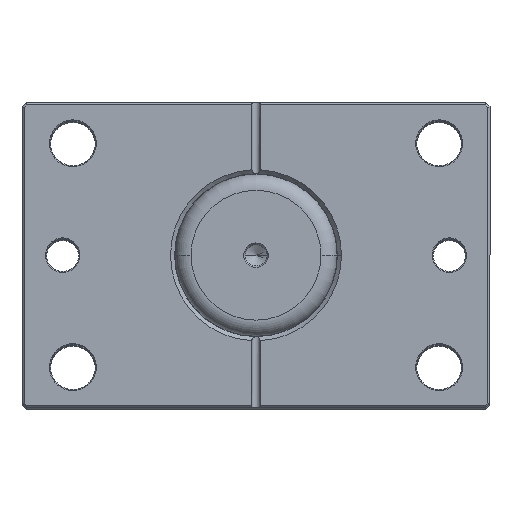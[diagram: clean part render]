
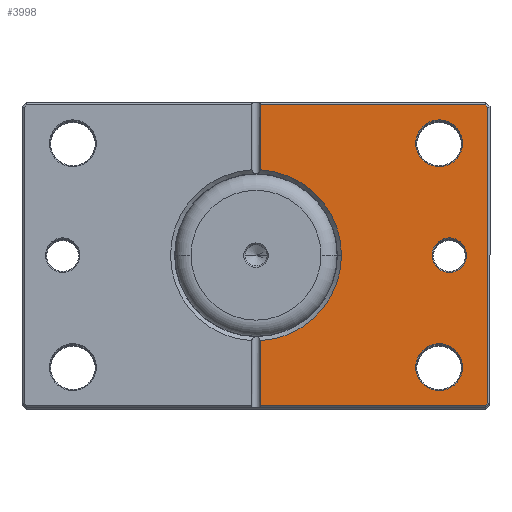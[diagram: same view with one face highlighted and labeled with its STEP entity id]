
A CAD part, top view. The second image highlights one B-rep face of the part: STEP entity #3998.
In plain terms, the highlighted face is planar.
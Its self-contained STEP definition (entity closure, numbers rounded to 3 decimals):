
#45 = ORIENTED_EDGE ( 'NONE', *, *, #1919, .T. ) ;
#93 = VECTOR ( 'NONE', #544, 1000. ) ;
#142 = DIRECTION ( 'NONE',  ( 0., 0., 1. ) ) ;
#171 = DIRECTION ( 'NONE',  ( 1., 0., 0. ) ) ;
#191 = CARTESIAN_POINT ( 'NONE',  ( -95., 0., 0. ) ) ;
#192 = CARTESIAN_POINT ( 'NONE',  ( -103.5, 0., 0. ) ) ;
#215 = DIRECTION ( 'NONE',  ( 0., 0., 1. ) ) ;
#234 = AXIS2_PLACEMENT_3D ( 'NONE', #4383, #1028, #4918 ) ;
#286 = VECTOR ( 'NONE', #339, 1000. ) ;
#339 = DIRECTION ( 'NONE',  ( 0., -1., 0. ) ) ;
#409 = PLANE ( 'NONE',  #5250 ) ;
#425 = LINE ( 'NONE', #3744, #617 ) ;
#544 = DIRECTION ( 'NONE',  ( 0., 1., 0. ) ) ;
#597 = CARTESIAN_POINT ( 'NONE',  ( -42., 0., 0. ) ) ;
#617 = VECTOR ( 'NONE', #2019, 1000. ) ;
#667 = ORIENTED_EDGE ( 'NONE', *, *, #4379, .T. ) ;
#760 = DIRECTION ( 'NONE',  ( 1., 0., 0. ) ) ;
#817 = CARTESIAN_POINT ( 'NONE',  ( -2., -41.952, 0. ) ) ;
#838 = AXIS2_PLACEMENT_3D ( 'NONE', #3488, #142, #4054 ) ;
#873 = VERTEX_POINT ( 'NONE', #2788 ) ;
#874 = AXIS2_PLACEMENT_3D ( 'NONE', #3562, #215, #4131 ) ;
#935 = AXIS2_PLACEMENT_3D ( 'NONE', #191, #4102, #760 ) ;
#988 = CARTESIAN_POINT ( 'NONE',  ( -93.293, 93.293, 0. ) ) ;
#992 = DIRECTION ( 'NONE',  ( 0., 0., 1. ) ) ;
#1004 = CARTESIAN_POINT ( 'NONE',  ( -101.5, -55., 0. ) ) ;
#1028 = DIRECTION ( 'NONE',  ( 0., 0., 1. ) ) ;
#1082 = VERTEX_POINT ( 'NONE', #597 ) ;
#1098 = VERTEX_POINT ( 'NONE', #1004 ) ;
#1261 = ORIENTED_EDGE ( 'NONE', *, *, #5895, .T. ) ;
#1314 = ORIENTED_EDGE ( 'NONE', *, *, #5678, .T. ) ;
#1402 = CARTESIAN_POINT ( 'NONE',  ( -114., -72.586, 0. ) ) ;
#1508 = VERTEX_POINT ( 'NONE', #2460 ) ;
#1516 = DIRECTION ( 'NONE',  ( 0., 0., 1. ) ) ;
#1626 = LINE ( 'NONE', #1678, #5730 ) ;
#1678 = CARTESIAN_POINT ( 'NONE',  ( -2., 75., 0. ) ) ;
#1732 = ORIENTED_EDGE ( 'NONE', *, *, #7185, .T. ) ;
#1741 = CIRCLE ( 'NONE', #234, 11.5 ) ;
#1770 = ORIENTED_EDGE ( 'NONE', *, *, #6813, .T. ) ;
#1919 = EDGE_CURVE ( 'NONE', #5050, #2454, #2976, .T. ) ;
#1955 = ORIENTED_EDGE ( 'NONE', *, *, #2475, .T. ) ;
#2019 = DIRECTION ( 'NONE',  ( -0.707, 0.707, 0. ) ) ;
#2020 = EDGE_CURVE ( 'NONE', #3121, #6825, #3424, .T. ) ;
#2061 = DIRECTION ( 'NONE',  ( 0.707, 0.707, 0. ) ) ;
#2073 = VECTOR ( 'NONE', #2061, 1000. ) ;
#2248 = DIRECTION ( 'NONE',  ( 0., 0., 1. ) ) ;
#2314 = CIRCLE ( 'NONE', #3902, 11.5 ) ;
#2355 = CARTESIAN_POINT ( 'NONE',  ( 0., -74., 0. ) ) ;
#2435 = EDGE_CURVE ( 'NONE', #4101, #1098, #1741, .T. ) ;
#2454 = VERTEX_POINT ( 'NONE', #7142 ) ;
#2460 = CARTESIAN_POINT ( 'NONE',  ( -86.5, 0., 0. ) ) ;
#2475 = EDGE_CURVE ( 'NONE', #6961, #5322, #4365, .T. ) ;
#2622 = DIRECTION ( 'NONE',  ( 0., 0., 1. ) ) ;
#2701 = EDGE_CURVE ( 'NONE', #1082, #6344, #3314, .T. ) ;
#2711 = CARTESIAN_POINT ( 'NONE',  ( -78.5, -55., 0. ) ) ;
#2788 = CARTESIAN_POINT ( 'NONE',  ( -112.586, 74., 0. ) ) ;
#2844 = FACE_BOUND ( 'NONE', #5448, .T. ) ;
#2888 = FACE_BOUND ( 'NONE', #4691, .T. ) ;
#2976 = LINE ( 'NONE', #2355, #4465 ) ;
#3039 = VERTEX_POINT ( 'NONE', #6377 ) ;
#3121 = VERTEX_POINT ( 'NONE', #3156 ) ;
#3156 = CARTESIAN_POINT ( 'NONE',  ( -2., 74., 0. ) ) ;
#3163 = CARTESIAN_POINT ( 'NONE',  ( -2., -74., 0. ) ) ;
#3314 = CIRCLE ( 'NONE', #838, 42. ) ;
#3350 = ORIENTED_EDGE ( 'NONE', *, *, #4205, .T. ) ;
#3424 = LINE ( 'NONE', #6966, #286 ) ;
#3488 = CARTESIAN_POINT ( 'NONE',  ( 0., 0., 0. ) ) ;
#3527 = DIRECTION ( 'NONE',  ( 0., 0., 1. ) ) ;
#3562 = CARTESIAN_POINT ( 'NONE',  ( 0., 0., 0. ) ) ;
#3587 = CIRCLE ( 'NONE', #935, 8.5 ) ;
#3744 = CARTESIAN_POINT ( 'NONE',  ( -93.293, -93.293, 0. ) ) ;
#3860 = CIRCLE ( 'NONE', #4019, 11.5 ) ;
#3889 = CARTESIAN_POINT ( 'NONE',  ( -114., 0., 0. ) ) ;
#3902 = AXIS2_PLACEMENT_3D ( 'NONE', #6805, #3527, #171 ) ;
#3937 = ORIENTED_EDGE ( 'NONE', *, *, #4023, .T. ) ;
#3998 = ADVANCED_FACE ( 'NONE', ( #2888, #6690, #2844, #5799 ), #409, .F. ) ;
#4019 = AXIS2_PLACEMENT_3D ( 'NONE', #5609, #2248, #6145 ) ;
#4023 = EDGE_CURVE ( 'NONE', #1098, #4101, #5235, .T. ) ;
#4025 = EDGE_CURVE ( 'NONE', #5322, #873, #5054, .T. ) ;
#4054 = DIRECTION ( 'NONE',  ( 1., 0., 0. ) ) ;
#4101 = VERTEX_POINT ( 'NONE', #2711 ) ;
#4102 = DIRECTION ( 'NONE',  ( 0., 0., 1. ) ) ;
#4120 = CARTESIAN_POINT ( 'NONE',  ( -78.5, 55., 0. ) ) ;
#4131 = DIRECTION ( 'NONE',  ( 1., 0., 0. ) ) ;
#4189 = AXIS2_PLACEMENT_3D ( 'NONE', #4337, #992, #4881 ) ;
#4205 = EDGE_CURVE ( 'NONE', #3039, #6886, #3860, .T. ) ;
#4225 = ORIENTED_EDGE ( 'NONE', *, *, #5201, .T. ) ;
#4337 = CARTESIAN_POINT ( 'NONE',  ( -95., 0., 0. ) ) ;
#4362 = VERTEX_POINT ( 'NONE', #192 ) ;
#4365 = LINE ( 'NONE', #3889, #93 ) ;
#4379 = EDGE_CURVE ( 'NONE', #6825, #1082, #6075, .T. ) ;
#4383 = CARTESIAN_POINT ( 'NONE',  ( -90., -55., 0. ) ) ;
#4465 = VECTOR ( 'NONE', #5711, 1000. ) ;
#4583 = CARTESIAN_POINT ( 'NONE',  ( 0., 74., 0. ) ) ;
#4691 = EDGE_LOOP ( 'NONE', ( #5109, #1732 ) ) ;
#4742 = CIRCLE ( 'NONE', #4189, 8.5 ) ;
#4799 = EDGE_CURVE ( 'NONE', #4362, #1508, #3587, .T. ) ;
#4881 = DIRECTION ( 'NONE',  ( 1., 0., 0. ) ) ;
#4918 = DIRECTION ( 'NONE',  ( 1., 0., 0. ) ) ;
#5013 = DIRECTION ( 'NONE',  ( 0., -1., 0. ) ) ;
#5050 = VERTEX_POINT ( 'NONE', #3163 ) ;
#5054 = LINE ( 'NONE', #988, #2073 ) ;
#5109 = ORIENTED_EDGE ( 'NONE', *, *, #4799, .T. ) ;
#5163 = ORIENTED_EDGE ( 'NONE', *, *, #4025, .T. ) ;
#5201 = EDGE_CURVE ( 'NONE', #6344, #5050, #1626, .T. ) ;
#5235 = CIRCLE ( 'NONE', #5621, 11.5 ) ;
#5250 = AXIS2_PLACEMENT_3D ( 'NONE', #5940, #1516, #5412 ) ;
#5322 = VERTEX_POINT ( 'NONE', #6259 ) ;
#5387 = EDGE_LOOP ( 'NONE', ( #6125, #667, #5763, #4225, #45, #1261, #1955, #5163, #1770 ) ) ;
#5412 = DIRECTION ( 'NONE',  ( 1., 0., 0. ) ) ;
#5448 = EDGE_LOOP ( 'NONE', ( #3350, #1314 ) ) ;
#5609 = CARTESIAN_POINT ( 'NONE',  ( -90., 55., 0. ) ) ;
#5621 = AXIS2_PLACEMENT_3D ( 'NONE', #5981, #2622, #6536 ) ;
#5678 = EDGE_CURVE ( 'NONE', #6886, #3039, #2314, .T. ) ;
#5711 = DIRECTION ( 'NONE',  ( -1., 0., 0. ) ) ;
#5730 = VECTOR ( 'NONE', #5013, 1000. ) ;
#5763 = ORIENTED_EDGE ( 'NONE', *, *, #2701, .T. ) ;
#5799 = FACE_OUTER_BOUND ( 'NONE', #5387, .T. ) ;
#5895 = EDGE_CURVE ( 'NONE', #2454, #6961, #425, .T. ) ;
#5940 = CARTESIAN_POINT ( 'NONE',  ( 0., 0., 0. ) ) ;
#5981 = CARTESIAN_POINT ( 'NONE',  ( -90., -55., 0. ) ) ;
#6075 = CIRCLE ( 'NONE', #874, 42. ) ;
#6125 = ORIENTED_EDGE ( 'NONE', *, *, #2020, .T. ) ;
#6145 = DIRECTION ( 'NONE',  ( 1., 0., 0. ) ) ;
#6246 = ORIENTED_EDGE ( 'NONE', *, *, #2435, .T. ) ;
#6259 = CARTESIAN_POINT ( 'NONE',  ( -114., 72.586, 0. ) ) ;
#6313 = VECTOR ( 'NONE', #6783, 1000. ) ;
#6339 = EDGE_LOOP ( 'NONE', ( #3937, #6246 ) ) ;
#6344 = VERTEX_POINT ( 'NONE', #817 ) ;
#6377 = CARTESIAN_POINT ( 'NONE',  ( -101.5, 55., 0. ) ) ;
#6480 = LINE ( 'NONE', #4583, #6313 ) ;
#6536 = DIRECTION ( 'NONE',  ( 1., 0., 0. ) ) ;
#6690 = FACE_BOUND ( 'NONE', #6339, .T. ) ;
#6783 = DIRECTION ( 'NONE',  ( 1., 0., 0. ) ) ;
#6805 = CARTESIAN_POINT ( 'NONE',  ( -90., 55., 0. ) ) ;
#6807 = CARTESIAN_POINT ( 'NONE',  ( -2., 41.952, 0. ) ) ;
#6813 = EDGE_CURVE ( 'NONE', #873, #3121, #6480, .T. ) ;
#6825 = VERTEX_POINT ( 'NONE', #6807 ) ;
#6886 = VERTEX_POINT ( 'NONE', #4120 ) ;
#6961 = VERTEX_POINT ( 'NONE', #1402 ) ;
#6966 = CARTESIAN_POINT ( 'NONE',  ( -2., 75., 0. ) ) ;
#7142 = CARTESIAN_POINT ( 'NONE',  ( -112.586, -74., 0. ) ) ;
#7185 = EDGE_CURVE ( 'NONE', #1508, #4362, #4742, .T. ) ;
